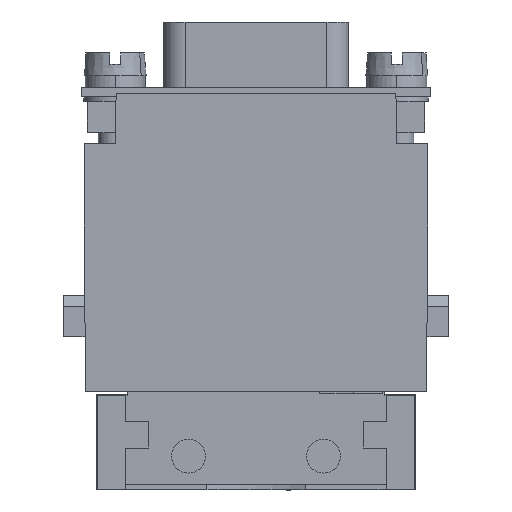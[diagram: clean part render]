
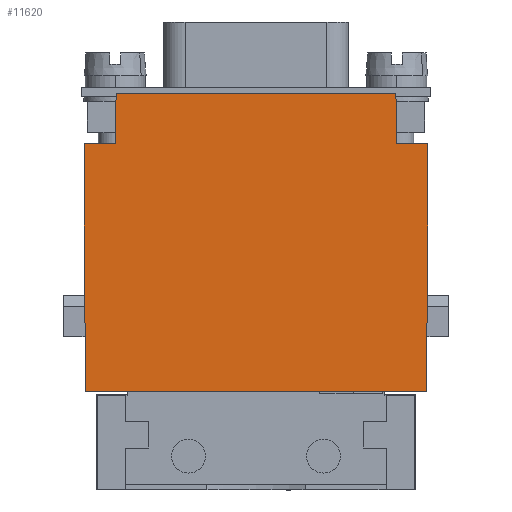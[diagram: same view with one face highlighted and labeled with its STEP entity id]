
A CAD part, left-side view. The second image highlights one B-rep face of the part: STEP entity #11620.
In plain terms, the highlighted face is planar.
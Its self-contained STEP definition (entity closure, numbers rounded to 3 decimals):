
#2630=CARTESIAN_POINT('',(15.133,-26.655,
-7.317));
#2640=VERTEX_POINT('',#2630);
#2810=CARTESIAN_POINT('',(15.325,-4.655,
-7.432));
#2820=VERTEX_POINT('',#2810);
#2850=CARTESIAN_POINT('',(15.365,0.,-7.456));
#2860=DIRECTION('',(0.009,1.,
-0.005));
#2870=VECTOR('',#2860,1.);
#2880=LINE('',#2850,#2870);
#2890=EDGE_CURVE('',#2640,#2820,#2880,.T.);
#9210=CARTESIAN_POINT('',(-15.205,-4.549,
-7.432));
#9220=VERTEX_POINT('',#9210);
#9250=CARTESIAN_POINT('',(0.,-4.602,-7.432));
#9260=DIRECTION('',(1.,-0.003,
0.));
#9270=VECTOR('',#9260,1.);
#9280=LINE('',#9250,#9270);
#9290=CARTESIAN_POINT('',(-12.39,-4.559,
-7.432));
#9300=VERTEX_POINT('',#9290);
#9310=EDGE_CURVE('',#9220,#9300,#9280,.T.);
#11090=CARTESIAN_POINT('',(-0.009,-24.177,
-7.329));
#11100=DIRECTION('',(0.,-0.005,
-1.));
#11110=DIRECTION('',(0.003,1.,
-0.005));
#11120=AXIS2_PLACEMENT_3D('',#11090,#11100,#11110);
#11130=PLANE('',#11120);
#11140=CARTESIAN_POINT('',(0.,-4.602,-7.432));
#11150=DIRECTION('',(1.,-0.003,
0.));
#11160=VECTOR('',#11150,1.);
#11170=LINE('',#11140,#11160);
#11180=CARTESIAN_POINT('',(12.51,-4.646,
-7.432));
#11190=VERTEX_POINT('',#11180);
#11200=EDGE_CURVE('',#11190,#2820,#11170,.T.);
#11210=ORIENTED_EDGE('',*,*,#11200,.T.);
#11220=CARTESIAN_POINT('',(12.502,0.,-7.456));
#11230=DIRECTION('',(-0.002,1.,
-0.005));
#11240=VECTOR('',#11230,1.);
#11250=LINE('',#11220,#11240);
#11260=CARTESIAN_POINT('',(12.502,-0.146,
-7.455));
#11270=VERTEX_POINT('',#11260);
#11280=EDGE_CURVE('',#11190,#11270,#11250,.T.);
#11290=ORIENTED_EDGE('',*,*,#11280,.F.);
#11300=CARTESIAN_POINT('',(0.,-0.102,-7.455));
#11310=DIRECTION('',(1.,-0.003,
0.));
#11320=VECTOR('',#11310,1.);
#11330=LINE('',#11300,#11320);
#11340=CARTESIAN_POINT('',(-12.351,-0.059,
-7.455));
#11350=VERTEX_POINT('',#11340);
#11360=EDGE_CURVE('',#11350,#11270,#11330,.T.);
#11370=ORIENTED_EDGE('',*,*,#11360,.T.);
#11380=CARTESIAN_POINT('',(-12.351,0.,-7.456));
#11390=DIRECTION('',(-0.009,-1.,
0.005));
#11400=VECTOR('',#11390,1.);
#11410=LINE('',#11380,#11400);
#11420=EDGE_CURVE('',#11350,#9300,#11410,.T.);
#11430=ORIENTED_EDGE('',*,*,#11420,.F.);
#11440=ORIENTED_EDGE('',*,*,#9310,.T.);
#11450=CARTESIAN_POINT('',(-15.213,0.,-7.456));
#11460=DIRECTION('',(0.002,-1.,
0.005));
#11470=VECTOR('',#11460,1.);
#11480=LINE('',#11450,#11470);
#11490=CARTESIAN_POINT('',(-15.166,-26.549,
-7.317));
#11500=VERTEX_POINT('',#11490);
#11510=EDGE_CURVE('',#9220,#11500,#11480,.T.);
#11520=ORIENTED_EDGE('',*,*,#11510,.F.);
#11530=CARTESIAN_POINT('',(0.,-26.602,-7.317));
#11540=DIRECTION('',(-1.,0.003,
0.));
#11550=VECTOR('',#11540,1.);
#11560=LINE('',#11530,#11550);
#11570=EDGE_CURVE('',#2640,#11500,#11560,.T.);
#11580=ORIENTED_EDGE('',*,*,#11570,.T.);
#11590=ORIENTED_EDGE('',*,*,#2890,.F.);
#11600=EDGE_LOOP('',(#11590,#11580,#11520,#11440,#11430,#11370,#11290,
#11210));
#11610=FACE_OUTER_BOUND('',#11600,.T.);
#11620=ADVANCED_FACE('',(#11610),#11130,.T.);
